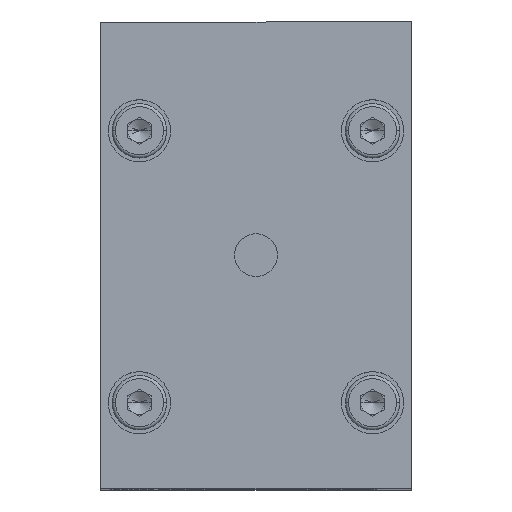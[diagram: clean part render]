
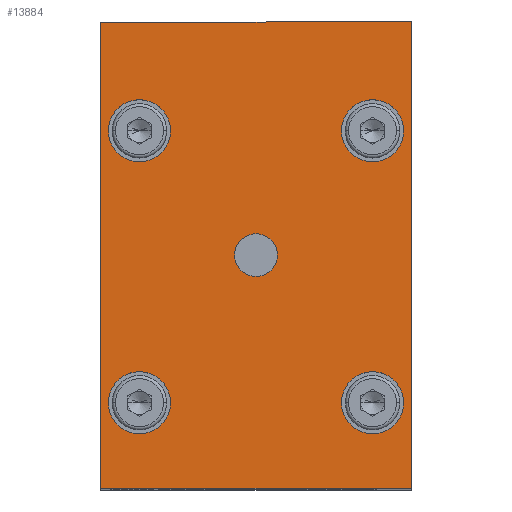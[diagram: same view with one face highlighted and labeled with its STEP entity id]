
A CAD part, top view. The second image highlights one B-rep face of the part: STEP entity #13884.
In plain terms, the highlighted planar face has unit normal (0, 0, 1).
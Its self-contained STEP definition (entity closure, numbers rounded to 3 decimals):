
#275 = EDGE_CURVE ( 'NONE', #10713, #24428, #398, .T. ) ;
#398 = CIRCLE ( 'NONE', #21962, 4. ) ;
#445 = CARTESIAN_POINT ( 'NONE',  ( 15., -19., 110. ) ) ;
#749 = DIRECTION ( 'NONE',  ( 0., -1., 0. ) ) ;
#1007 = ORIENTED_EDGE ( 'NONE', *, *, #18329, .T. ) ;
#1747 = CIRCLE ( 'NONE', #26718, 2.75 ) ;
#1787 = AXIS2_PLACEMENT_3D ( 'NONE', #10637, #25384, #12731 ) ;
#1893 = CIRCLE ( 'NONE', #12699, 4. ) ;
#2050 = CARTESIAN_POINT ( 'NONE',  ( 20., -30., 110. ) ) ;
#2369 = CARTESIAN_POINT ( 'NONE',  ( 15., 20., 110. ) ) ;
#2548 = DIRECTION ( 'NONE',  ( 0., -1., 0. ) ) ;
#2634 = EDGE_CURVE ( 'NONE', #26304, #3288, #10467, .T. ) ;
#3088 = CARTESIAN_POINT ( 'NONE',  ( -20., 30., 110. ) ) ;
#3288 = VERTEX_POINT ( 'NONE', #3866 ) ;
#3364 = VERTEX_POINT ( 'NONE', #18986 ) ;
#3443 = AXIS2_PLACEMENT_3D ( 'NONE', #445, #15155, #2548 ) ;
#3502 = CIRCLE ( 'NONE', #6926, 4. ) ;
#3727 = CARTESIAN_POINT ( 'NONE',  ( 15., 12., 110. ) ) ;
#3775 = VERTEX_POINT ( 'NONE', #4924 ) ;
#3807 = FACE_BOUND ( 'NONE', #18513, .T. ) ;
#3866 = CARTESIAN_POINT ( 'NONE',  ( -15., 20., 110. ) ) ;
#3933 = EDGE_LOOP ( 'NONE', ( #18531, #21689 ) ) ;
#4095 = DIRECTION ( 'NONE',  ( 0., 0., 1. ) ) ;
#4153 = DIRECTION ( 'NONE',  ( 0., 0., 1. ) ) ;
#4182 = DIRECTION ( 'NONE',  ( 0., 1., 0. ) ) ;
#4924 = CARTESIAN_POINT ( 'NONE',  ( 0., 2.75, 110. ) ) ;
#5102 = CARTESIAN_POINT ( 'NONE',  ( 20., 30., 110. ) ) ;
#5531 = CARTESIAN_POINT ( 'NONE',  ( 15., -23., 110. ) ) ;
#5670 = EDGE_CURVE ( 'NONE', #3288, #26304, #22846, .T. ) ;
#5695 = AXIS2_PLACEMENT_3D ( 'NONE', #2050, #16788, #4182 ) ;
#5839 = DIRECTION ( 'NONE',  ( 0., 0., 1. ) ) ;
#6090 = ORIENTED_EDGE ( 'NONE', *, *, #19818, .F. ) ;
#6400 = CARTESIAN_POINT ( 'NONE',  ( -20., 30., 110. ) ) ;
#6668 = VERTEX_POINT ( 'NONE', #10602 ) ;
#6926 = AXIS2_PLACEMENT_3D ( 'NONE', #22181, #9529, #24265 ) ;
#7548 = CARTESIAN_POINT ( 'NONE',  ( -20., -30., 110. ) ) ;
#7578 = VERTEX_POINT ( 'NONE', #16266 ) ;
#7825 = CIRCLE ( 'NONE', #10929, 4. ) ;
#8252 = EDGE_CURVE ( 'NONE', #22521, #6668, #22773, .T. ) ;
#8345 = EDGE_CURVE ( 'NONE', #26781, #9695, #18826, .T. ) ;
#8966 = ORIENTED_EDGE ( 'NONE', *, *, #26993, .T. ) ;
#8986 = DIRECTION ( 'NONE',  ( 0., 0., 1. ) ) ;
#9089 = EDGE_CURVE ( 'NONE', #24428, #10713, #1893, .T. ) ;
#9529 = DIRECTION ( 'NONE',  ( 0., 0., 1. ) ) ;
#9571 = DIRECTION ( 'NONE',  ( 0., 0., 1. ) ) ;
#9581 = EDGE_CURVE ( 'NONE', #16851, #25934, #3502, .T. ) ;
#9695 = VERTEX_POINT ( 'NONE', #3727 ) ;
#9839 = ORIENTED_EDGE ( 'NONE', *, *, #8345, .F. ) ;
#10380 = LINE ( 'NONE', #3088, #21614 ) ;
#10467 = CIRCLE ( 'NONE', #1787, 4. ) ;
#10532 = CARTESIAN_POINT ( 'NONE',  ( 15., 16., 110. ) ) ;
#10602 = CARTESIAN_POINT ( 'NONE',  ( 20., -30., 110. ) ) ;
#10637 = CARTESIAN_POINT ( 'NONE',  ( -15., 16., 110. ) ) ;
#10713 = VERTEX_POINT ( 'NONE', #13280 ) ;
#10929 = AXIS2_PLACEMENT_3D ( 'NONE', #21620, #8986, #23698 ) ;
#11412 = ORIENTED_EDGE ( 'NONE', *, *, #22380, .F. ) ;
#12181 = EDGE_CURVE ( 'NONE', #3775, #7578, #27357, .T. ) ;
#12630 = DIRECTION ( 'NONE',  ( 0., -1., 0. ) ) ;
#12699 = AXIS2_PLACEMENT_3D ( 'NONE', #22213, #9571, #24302 ) ;
#12731 = DIRECTION ( 'NONE',  ( 0., -1., 0. ) ) ;
#12736 = LINE ( 'NONE', #6400, #22646 ) ;
#13280 = CARTESIAN_POINT ( 'NONE',  ( -15., -15., 110. ) ) ;
#13302 = EDGE_LOOP ( 'NONE', ( #23556, #20529 ) ) ;
#13334 = DIRECTION ( 'NONE',  ( 0., 0., 1. ) ) ;
#13884 = ADVANCED_FACE ( 'NONE', ( #21335, #3807, #20662, #25585, #19987, #14344 ), #18754, .F. ) ;
#14202 = DIRECTION ( 'NONE',  ( 1., 0., 0. ) ) ;
#14344 = FACE_OUTER_BOUND ( 'NONE', #22501, .T. ) ;
#15155 = DIRECTION ( 'NONE',  ( 0., 0., 1. ) ) ;
#15374 = ORIENTED_EDGE ( 'NONE', *, *, #18300, .T. ) ;
#15573 = VERTEX_POINT ( 'NONE', #5102 ) ;
#16234 = CARTESIAN_POINT ( 'NONE',  ( -20., -30., 110. ) ) ;
#16266 = CARTESIAN_POINT ( 'NONE',  ( 0., -2.75, 110. ) ) ;
#16709 = CARTESIAN_POINT ( 'NONE',  ( -15., -19., 110. ) ) ;
#16755 = CARTESIAN_POINT ( 'NONE',  ( -15., 16., 110. ) ) ;
#16788 = DIRECTION ( 'NONE',  ( 0., 0., -1. ) ) ;
#16851 = VERTEX_POINT ( 'NONE', #5531 ) ;
#16977 = CARTESIAN_POINT ( 'NONE',  ( 20., 30., 110. ) ) ;
#17032 = LINE ( 'NONE', #16977, #26934 ) ;
#17065 = EDGE_CURVE ( 'NONE', #25934, #16851, #21407, .T. ) ;
#17153 = VECTOR ( 'NONE', #14202, 1000. ) ;
#17640 = AXIS2_PLACEMENT_3D ( 'NONE', #10532, #25282, #12630 ) ;
#17835 = DIRECTION ( 'NONE',  ( 0., -1., 0. ) ) ;
#18300 = EDGE_CURVE ( 'NONE', #15573, #3364, #12736, .T. ) ;
#18329 = EDGE_CURVE ( 'NONE', #6668, #15573, #17032, .T. ) ;
#18456 = CARTESIAN_POINT ( 'NONE',  ( 0., 0., 110. ) ) ;
#18479 = ORIENTED_EDGE ( 'NONE', *, *, #17065, .F. ) ;
#18513 = EDGE_LOOP ( 'NONE', ( #6090, #9839 ) ) ;
#18531 = ORIENTED_EDGE ( 'NONE', *, *, #2634, .F. ) ;
#18754 = PLANE ( 'NONE',  #5695 ) ;
#18826 = CIRCLE ( 'NONE', #17640, 4. ) ;
#18852 = DIRECTION ( 'NONE',  ( 0., -1., 0. ) ) ;
#18903 = DIRECTION ( 'NONE',  ( 0., -1., 0. ) ) ;
#18940 = ORIENTED_EDGE ( 'NONE', *, *, #8252, .T. ) ;
#18986 = CARTESIAN_POINT ( 'NONE',  ( -20., 30., 110. ) ) ;
#19386 = CARTESIAN_POINT ( 'NONE',  ( -15., 12., 110. ) ) ;
#19532 = ORIENTED_EDGE ( 'NONE', *, *, #12181, .F. ) ;
#19818 = EDGE_CURVE ( 'NONE', #9695, #26781, #7825, .T. ) ;
#19987 = FACE_BOUND ( 'NONE', #21375, .T. ) ;
#20529 = ORIENTED_EDGE ( 'NONE', *, *, #275, .F. ) ;
#20604 = DIRECTION ( 'NONE',  ( 0., -1., 0. ) ) ;
#20662 = FACE_BOUND ( 'NONE', #26469, .T. ) ;
#20952 = ORIENTED_EDGE ( 'NONE', *, *, #9581, .F. ) ;
#21172 = DIRECTION ( 'NONE',  ( -1., 0., 0. ) ) ;
#21335 = FACE_BOUND ( 'NONE', #3933, .T. ) ;
#21375 = EDGE_LOOP ( 'NONE', ( #11412, #19532 ) ) ;
#21407 = CIRCLE ( 'NONE', #3443, 4. ) ;
#21614 = VECTOR ( 'NONE', #17835, 1000. ) ;
#21620 = CARTESIAN_POINT ( 'NONE',  ( 15., 16., 110. ) ) ;
#21689 = ORIENTED_EDGE ( 'NONE', *, *, #5670, .F. ) ;
#21962 = AXIS2_PLACEMENT_3D ( 'NONE', #16709, #4095, #18852 ) ;
#22181 = CARTESIAN_POINT ( 'NONE',  ( 15., -19., 110. ) ) ;
#22213 = CARTESIAN_POINT ( 'NONE',  ( -15., -19., 110. ) ) ;
#22380 = EDGE_CURVE ( 'NONE', #7578, #3775, #1747, .T. ) ;
#22501 = EDGE_LOOP ( 'NONE', ( #18940, #1007, #15374, #8966 ) ) ;
#22521 = VERTEX_POINT ( 'NONE', #7548 ) ;
#22646 = VECTOR ( 'NONE', #21172, 1000. ) ;
#22773 = LINE ( 'NONE', #16234, #17153 ) ;
#22846 = CIRCLE ( 'NONE', #25544, 4. ) ;
#23336 = DIRECTION ( 'NONE',  ( 0., 1., 0. ) ) ;
#23556 = ORIENTED_EDGE ( 'NONE', *, *, #9089, .F. ) ;
#23698 = DIRECTION ( 'NONE',  ( 0., -1., 0. ) ) ;
#24265 = DIRECTION ( 'NONE',  ( 0., -1., 0. ) ) ;
#24302 = DIRECTION ( 'NONE',  ( 0., -1., 0. ) ) ;
#24428 = VERTEX_POINT ( 'NONE', #24845 ) ;
#24845 = CARTESIAN_POINT ( 'NONE',  ( -15., -23., 110. ) ) ;
#25282 = DIRECTION ( 'NONE',  ( 0., 0., 1. ) ) ;
#25384 = DIRECTION ( 'NONE',  ( 0., 0., 1. ) ) ;
#25544 = AXIS2_PLACEMENT_3D ( 'NONE', #16755, #4153, #18903 ) ;
#25585 = FACE_BOUND ( 'NONE', #13302, .T. ) ;
#25934 = VERTEX_POINT ( 'NONE', #26598 ) ;
#26023 = CARTESIAN_POINT ( 'NONE',  ( 0., 0., 110. ) ) ;
#26059 = AXIS2_PLACEMENT_3D ( 'NONE', #18456, #5839, #20604 ) ;
#26304 = VERTEX_POINT ( 'NONE', #19386 ) ;
#26469 = EDGE_LOOP ( 'NONE', ( #20952, #18479 ) ) ;
#26598 = CARTESIAN_POINT ( 'NONE',  ( 15., -15., 110. ) ) ;
#26718 = AXIS2_PLACEMENT_3D ( 'NONE', #26023, #13334, #749 ) ;
#26781 = VERTEX_POINT ( 'NONE', #2369 ) ;
#26934 = VECTOR ( 'NONE', #23336, 1000. ) ;
#26993 = EDGE_CURVE ( 'NONE', #3364, #22521, #10380, .T. ) ;
#27357 = CIRCLE ( 'NONE', #26059, 2.75 ) ;
